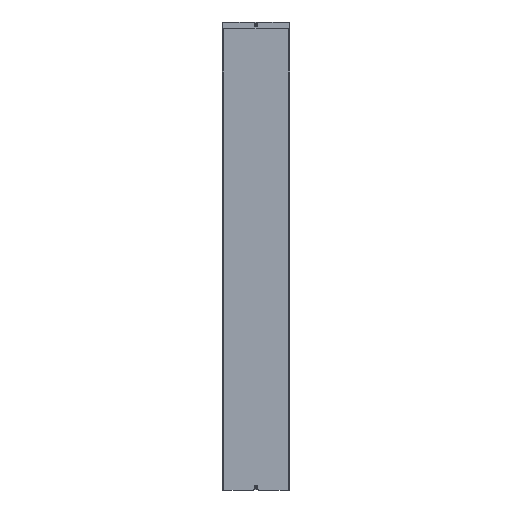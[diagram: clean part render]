
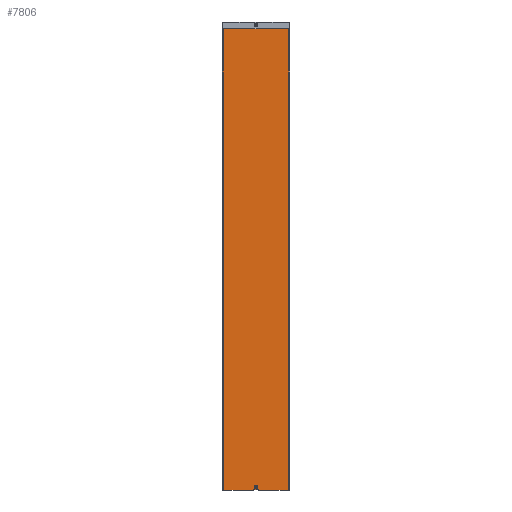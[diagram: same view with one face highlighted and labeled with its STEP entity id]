
A CAD part, front view. The second image highlights one B-rep face of the part: STEP entity #7806.
In plain terms, the highlighted planar face has unit normal (0, -1, 0).
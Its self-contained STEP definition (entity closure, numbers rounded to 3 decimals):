
#52 = EDGE_LOOP ( 'NONE', ( #2636, #764 ) ) ;
#153 = CARTESIAN_POINT ( 'NONE',  ( 0., 0., -2055. ) ) ;
#190 = DIRECTION ( 'NONE',  ( 0., -1., 0. ) ) ;
#214 = DIRECTION ( 'NONE',  ( 0., -1., 0. ) ) ;
#309 = ORIENTED_EDGE ( 'NONE', *, *, #5084, .F. ) ;
#367 = DIRECTION ( 'NONE',  ( 0., 0., 1. ) ) ;
#486 = CIRCLE ( 'NONE', #8432, 0.5 ) ;
#539 = ORIENTED_EDGE ( 'NONE', *, *, #5426, .T. ) ;
#540 = CARTESIAN_POINT ( 'NONE',  ( -149., 0., -2069. ) ) ;
#575 = LINE ( 'NONE', #540, #7930 ) ;
#713 = DIRECTION ( 'NONE',  ( 1., 0., 0. ) ) ;
#764 = ORIENTED_EDGE ( 'NONE', *, *, #4258, .T. ) ;
#796 = VECTOR ( 'NONE', #6174, 1000. ) ;
#803 = CIRCLE ( 'NONE', #878, 7.3 ) ;
#826 = CARTESIAN_POINT ( 'NONE',  ( -11.207, 0., -2069. ) ) ;
#864 = DIRECTION ( 'NONE',  ( 0., 0., 1. ) ) ;
#874 = AXIS2_PLACEMENT_3D ( 'NONE', #1073, #5329, #367 ) ;
#878 = AXIS2_PLACEMENT_3D ( 'NONE', #1218, #6216, #1938 ) ;
#882 = EDGE_CURVE ( 'NONE', #3598, #6955, #1962, .T. ) ;
#902 = EDGE_CURVE ( 'NONE', #7326, #5201, #8485, .T. ) ;
#929 = CARTESIAN_POINT ( 'NONE',  ( 149., 0., -2069. ) ) ;
#966 = CARTESIAN_POINT ( 'NONE',  ( 10.5, 0., -2069. ) ) ;
#1051 = CARTESIAN_POINT ( 'NONE',  ( 150., 0., -2069. ) ) ;
#1073 = CARTESIAN_POINT ( 'NONE',  ( -10.5, 0., -2069. ) ) ;
#1136 = CARTESIAN_POINT ( 'NONE',  ( -37.25, 0., 0. ) ) ;
#1213 = VERTEX_POINT ( 'NONE', #6636 ) ;
#1218 = CARTESIAN_POINT ( 'NONE',  ( 0., 0., -2055. ) ) ;
#1231 = LINE ( 'NONE', #1887, #796 ) ;
#1247 = AXIS2_PLACEMENT_3D ( 'NONE', #1051, #2475, #7476 ) ;
#1361 = EDGE_LOOP ( 'NONE', ( #8103, #6222, #539, #5992, #4077, #2198, #309, #7686, #5786, #3838, #7445, #3628, #1748 ) ) ;
#1394 = CARTESIAN_POINT ( 'NONE',  ( 10.5, 0., -2068.5 ) ) ;
#1544 = DIRECTION ( 'NONE',  ( 0.707, 0., 0.707 ) ) ;
#1603 = CARTESIAN_POINT ( 'NONE',  ( 11.061, 0., -2068.854 ) ) ;
#1611 = FACE_OUTER_BOUND ( 'NONE', #1361, .T. ) ;
#1685 = DIRECTION ( 'NONE',  ( 0., 0., 1. ) ) ;
#1712 = VERTEX_POINT ( 'NONE', #2608 ) ;
#1748 = ORIENTED_EDGE ( 'NONE', *, *, #7704, .T. ) ;
#1763 = PLANE ( 'NONE',  #1247 ) ;
#1787 = CARTESIAN_POINT ( 'NONE',  ( 149., 0., 0. ) ) ;
#1814 = CIRCLE ( 'NONE', #7170, 0.5 ) ;
#1887 = CARTESIAN_POINT ( 'NONE',  ( 11.207, 0., -2069. ) ) ;
#1908 = VERTEX_POINT ( 'NONE', #1787 ) ;
#1938 = DIRECTION ( 'NONE',  ( 0., 0., 1. ) ) ;
#1962 = CIRCLE ( 'NONE', #874, 0.5 ) ;
#1988 = VERTEX_POINT ( 'NONE', #6855 ) ;
#2128 = CARTESIAN_POINT ( 'NONE',  ( -150., 0., -2068.5 ) ) ;
#2137 = VECTOR ( 'NONE', #1544, 1000. ) ;
#2198 = ORIENTED_EDGE ( 'NONE', *, *, #902, .F. ) ;
#2335 = VERTEX_POINT ( 'NONE', #6080 ) ;
#2475 = DIRECTION ( 'NONE',  ( 0., -1., 0. ) ) ;
#2553 = VERTEX_POINT ( 'NONE', #1394 ) ;
#2603 = DIRECTION ( 'NONE',  ( 0., 0., 1. ) ) ;
#2608 = CARTESIAN_POINT ( 'NONE',  ( -11.061, 0., -2068.854 ) ) ;
#2636 = ORIENTED_EDGE ( 'NONE', *, *, #6434, .T. ) ;
#3003 = LINE ( 'NONE', #4961, #8852 ) ;
#3010 = VERTEX_POINT ( 'NONE', #929 ) ;
#3373 = VERTEX_POINT ( 'NONE', #5548 ) ;
#3598 = VERTEX_POINT ( 'NONE', #7865 ) ;
#3628 = ORIENTED_EDGE ( 'NONE', *, *, #4480, .T. ) ;
#3648 = LINE ( 'NONE', #8603, #7468 ) ;
#3838 = ORIENTED_EDGE ( 'NONE', *, *, #9040, .T. ) ;
#4046 = CARTESIAN_POINT ( 'NONE',  ( 0., 0., 0. ) ) ;
#4077 = ORIENTED_EDGE ( 'NONE', *, *, #8812, .F. ) ;
#4160 = CARTESIAN_POINT ( 'NONE',  ( 0., 0., 0. ) ) ;
#4258 = EDGE_CURVE ( 'NONE', #3373, #4959, #803, .T. ) ;
#4360 = DIRECTION ( 'NONE',  ( 1., 0., 0. ) ) ;
#4408 = CARTESIAN_POINT ( 'NONE',  ( -11.414, 0., -2068.5 ) ) ;
#4434 = CARTESIAN_POINT ( 'NONE',  ( 11.414, 0., -2068.5 ) ) ;
#4480 = EDGE_CURVE ( 'NONE', #6955, #2553, #7265, .T. ) ;
#4498 = DIRECTION ( 'NONE',  ( 1., 0., 0. ) ) ;
#4906 = VERTEX_POINT ( 'NONE', #1603 ) ;
#4959 = VERTEX_POINT ( 'NONE', #7549 ) ;
#4961 = CARTESIAN_POINT ( 'NONE',  ( -149., 0., 0. ) ) ;
#5049 = EDGE_CURVE ( 'NONE', #2335, #4906, #1231, .T. ) ;
#5084 = EDGE_CURVE ( 'NONE', #1988, #7326, #575, .T. ) ;
#5111 = DIRECTION ( 'NONE',  ( 0., 1., 0. ) ) ;
#5157 = DIRECTION ( 'NONE',  ( 1., 0., 0. ) ) ;
#5183 = DIRECTION ( 'NONE',  ( 1., 0., 0. ) ) ;
#5201 = VERTEX_POINT ( 'NONE', #4160 ) ;
#5329 = DIRECTION ( 'NONE',  ( 0., 1., 0. ) ) ;
#5375 = CIRCLE ( 'NONE', #8703, 7.3 ) ;
#5401 = CARTESIAN_POINT ( 'NONE',  ( -74.499, 0., 0. ) ) ;
#5426 = EDGE_CURVE ( 'NONE', #6087, #3010, #3648, .T. ) ;
#5493 = EDGE_CURVE ( 'NONE', #1213, #1712, #7045, .T. ) ;
#5496 = VECTOR ( 'NONE', #4498, 1000. ) ;
#5548 = CARTESIAN_POINT ( 'NONE',  ( 0., 0., -2062.3 ) ) ;
#5736 = LINE ( 'NONE', #7349, #5496 ) ;
#5786 = ORIENTED_EDGE ( 'NONE', *, *, #5493, .T. ) ;
#5956 = DIRECTION ( 'NONE',  ( 0., 1., 0. ) ) ;
#5992 = ORIENTED_EDGE ( 'NONE', *, *, #6702, .T. ) ;
#6061 = CARTESIAN_POINT ( 'NONE',  ( -10.5, 0., -2068.5 ) ) ;
#6064 = CARTESIAN_POINT ( 'NONE',  ( -149., 0., 0. ) ) ;
#6080 = CARTESIAN_POINT ( 'NONE',  ( 10.854, 0., -2068.646 ) ) ;
#6087 = VERTEX_POINT ( 'NONE', #8381 ) ;
#6124 = CARTESIAN_POINT ( 'NONE',  ( -12.417, 0., 0. ) ) ;
#6167 = VECTOR ( 'NONE', #7561, 1000. ) ;
#6174 = DIRECTION ( 'NONE',  ( 0.707, 0., -0.707 ) ) ;
#6216 = DIRECTION ( 'NONE',  ( 0., 1., 0. ) ) ;
#6222 = ORIENTED_EDGE ( 'NONE', *, *, #6790, .T. ) ;
#6422 = DIRECTION ( 'NONE',  ( 1., 0., 0. ) ) ;
#6434 = EDGE_CURVE ( 'NONE', #4959, #3373, #5375, .T. ) ;
#6636 = CARTESIAN_POINT ( 'NONE',  ( -11.414, 0., -2069. ) ) ;
#6702 = EDGE_CURVE ( 'NONE', #3010, #1908, #8260, .T. ) ;
#6790 = EDGE_CURVE ( 'NONE', #4906, #6087, #486, .T. ) ;
#6831 = EDGE_CURVE ( 'NONE', #1988, #1213, #5736, .T. ) ;
#6847 = CARTESIAN_POINT ( 'NONE',  ( 149., 0., -2069. ) ) ;
#6855 = CARTESIAN_POINT ( 'NONE',  ( -149., 0., -2069. ) ) ;
#6916 = CARTESIAN_POINT ( 'NONE',  ( -111.749, 0., 0. ) ) ;
#6955 = VERTEX_POINT ( 'NONE', #6061 ) ;
#6979 = CARTESIAN_POINT ( 'NONE',  ( -149., 0., 0. ) ) ;
#7045 = CIRCLE ( 'NONE', #8589, 0.5 ) ;
#7170 = AXIS2_PLACEMENT_3D ( 'NONE', #966, #5956, #1685 ) ;
#7265 = LINE ( 'NONE', #2128, #8646 ) ;
#7326 = VERTEX_POINT ( 'NONE', #6979 ) ;
#7349 = CARTESIAN_POINT ( 'NONE',  ( -150., 0., -2069. ) ) ;
#7445 = ORIENTED_EDGE ( 'NONE', *, *, #882, .T. ) ;
#7468 = VECTOR ( 'NONE', #4360, 1000. ) ;
#7476 = DIRECTION ( 'NONE',  ( 1., 0., 0. ) ) ;
#7549 = CARTESIAN_POINT ( 'NONE',  ( 0., 0., -2047.7 ) ) ;
#7561 = DIRECTION ( 'NONE',  ( 0., 0., 1. ) ) ;
#7686 = ORIENTED_EDGE ( 'NONE', *, *, #6831, .T. ) ;
#7704 = EDGE_CURVE ( 'NONE', #2553, #2335, #1814, .T. ) ;
#7806 = ADVANCED_FACE ( 'NONE', ( #8868, #1611 ), #1763, .T. ) ;
#7842 = LINE ( 'NONE', #826, #2137 ) ;
#7865 = CARTESIAN_POINT ( 'NONE',  ( -10.854, 0., -2068.646 ) ) ;
#7930 = VECTOR ( 'NONE', #2603, 1000. ) ;
#8103 = ORIENTED_EDGE ( 'NONE', *, *, #5049, .T. ) ;
#8260 = LINE ( 'NONE', #6847, #6167 ) ;
#8381 = CARTESIAN_POINT ( 'NONE',  ( 11.414, 0., -2069. ) ) ;
#8432 = AXIS2_PLACEMENT_3D ( 'NONE', #4434, #214, #5183 ) ;
#8485 = B_SPLINE_CURVE_WITH_KNOTS ( 'NONE', 3,
 ( #6064, #8814, #6916, #5401, #1136, #6124, #4046 ),
 .UNSPECIFIED., .F., .F.,
 ( 4, 1, 1, 1, 4 ),
 ( 0., 0.25, 0.5, 0.75, 1. ),
 .UNSPECIFIED. ) ;
#8589 = AXIS2_PLACEMENT_3D ( 'NONE', #4408, #190, #5157 ) ;
#8603 = CARTESIAN_POINT ( 'NONE',  ( -150., 0., -2069. ) ) ;
#8646 = VECTOR ( 'NONE', #6422, 1000. ) ;
#8703 = AXIS2_PLACEMENT_3D ( 'NONE', #153, #5111, #864 ) ;
#8812 = EDGE_CURVE ( 'NONE', #5201, #1908, #3003, .T. ) ;
#8814 = CARTESIAN_POINT ( 'NONE',  ( -136.583, 0., 0. ) ) ;
#8852 = VECTOR ( 'NONE', #713, 1000. ) ;
#8868 = FACE_BOUND ( 'NONE', #52, .T. ) ;
#9040 = EDGE_CURVE ( 'NONE', #1712, #3598, #7842, .T. ) ;
